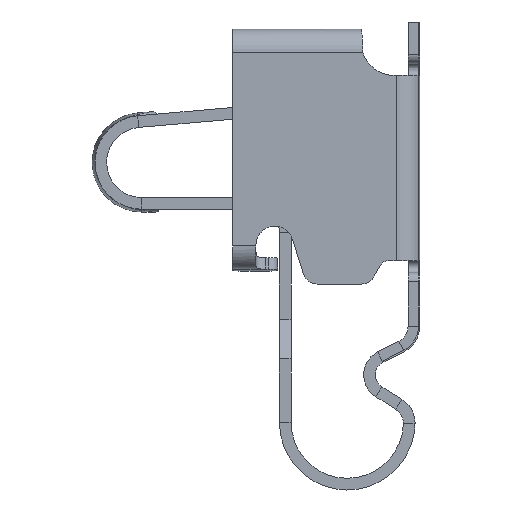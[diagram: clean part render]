
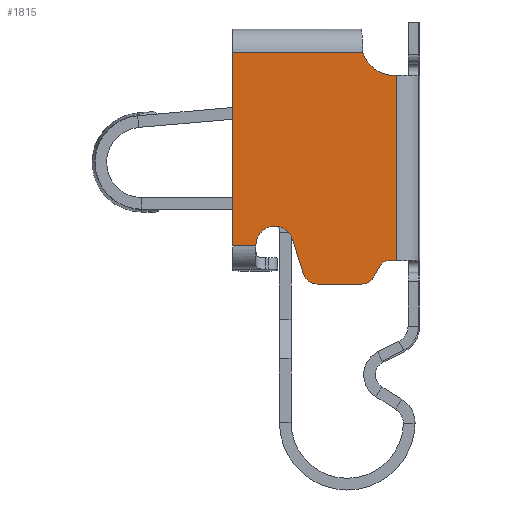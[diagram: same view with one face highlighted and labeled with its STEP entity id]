
A CAD part, left-side view. The second image highlights one B-rep face of the part: STEP entity #1815.
In plain terms, the highlighted planar face has unit normal (-1, 0, 0).
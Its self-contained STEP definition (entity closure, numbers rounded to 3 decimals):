
#27 = DIRECTION ( 'NONE',  ( 0., 1., 0. ) ) ;
#48 = VECTOR ( 'NONE', #1290, 1000. ) ;
#54 = EDGE_CURVE ( 'NONE', #445, #4284, #3073, .T. ) ;
#131 = LINE ( 'NONE', #5980, #5033 ) ;
#303 = DIRECTION ( 'NONE',  ( 0., 0., -1. ) ) ;
#321 = EDGE_CURVE ( 'NONE', #1214, #1203, #5173, .T. ) ;
#407 = DIRECTION ( 'NONE',  ( 0., 1., 0. ) ) ;
#425 = VECTOR ( 'NONE', #3816, 1000. ) ;
#429 = AXIS2_PLACEMENT_3D ( 'NONE', #5069, #1782, #2254 ) ;
#445 = VERTEX_POINT ( 'NONE', #3210 ) ;
#455 = VERTEX_POINT ( 'NONE', #3711 ) ;
#493 = DIRECTION ( 'NONE',  ( -1., 0., 0. ) ) ;
#511 = VERTEX_POINT ( 'NONE', #898 ) ;
#531 = CARTESIAN_POINT ( 'NONE',  ( -0.54, 0.608, -0.328 ) ) ;
#558 = ORIENTED_EDGE ( 'NONE', *, *, #54, .F. ) ;
#664 = CARTESIAN_POINT ( 'NONE',  ( -0.54, 1.75, -2.392 ) ) ;
#806 = ORIENTED_EDGE ( 'NONE', *, *, #4777, .F. ) ;
#849 = LINE ( 'NONE', #6190, #1134 ) ;
#898 = CARTESIAN_POINT ( 'NONE',  ( -0.54, 0.25, -0.57 ) ) ;
#990 = ORIENTED_EDGE ( 'NONE', *, *, #5567, .F. ) ;
#1041 = VECTOR ( 'NONE', #27, 1000. ) ;
#1106 = CARTESIAN_POINT ( 'NONE',  ( -0.54, 0.25, -2.55 ) ) ;
#1134 = VECTOR ( 'NONE', #4259, 1000. ) ;
#1203 = VERTEX_POINT ( 'NONE', #2970 ) ;
#1214 = VERTEX_POINT ( 'NONE', #664 ) ;
#1247 = EDGE_CURVE ( 'NONE', #1548, #5613, #3325, .T. ) ;
#1268 = CARTESIAN_POINT ( 'NONE',  ( -0.54, 1.75, -0.22 ) ) ;
#1290 = DIRECTION ( 'NONE',  ( 0., -1., 0. ) ) ;
#1300 = CIRCLE ( 'NONE', #4848, 0.15 ) ;
#1363 = DIRECTION ( 'NONE',  ( 0., 1., 0. ) ) ;
#1365 = VECTOR ( 'NONE', #6053, 1000. ) ;
#1370 = DIRECTION ( 'NONE',  ( 1., 0., 0. ) ) ;
#1381 = LINE ( 'NONE', #1937, #425 ) ;
#1466 = EDGE_CURVE ( 'NONE', #5613, #4258, #2873, .T. ) ;
#1476 = PLANE ( 'NONE',  #2597 ) ;
#1540 = DIRECTION ( 'NONE',  ( -1., 0., 0. ) ) ;
#1548 = VERTEX_POINT ( 'NONE', #4194 ) ;
#1725 = CARTESIAN_POINT ( 'NONE',  ( -0.54, 0.335, -2.55 ) ) ;
#1782 = DIRECTION ( 'NONE',  ( -1., 0., 0. ) ) ;
#1815 = ADVANCED_FACE ( 'NONE', ( #4562 ), #1476, .T. ) ;
#1824 = ORIENTED_EDGE ( 'NONE', *, *, #321, .F. ) ;
#1838 = ORIENTED_EDGE ( 'NONE', *, *, #1247, .F. ) ;
#1863 = CARTESIAN_POINT ( 'NONE',  ( -0.54, 1.55, -2.38 ) ) ;
#1925 = ORIENTED_EDGE ( 'NONE', *, *, #5862, .F. ) ;
#1937 = CARTESIAN_POINT ( 'NONE',  ( -0.54, 0.275, -2.55 ) ) ;
#2057 = VECTOR ( 'NONE', #5856, 1000. ) ;
#2254 = DIRECTION ( 'NONE',  ( 0., 1., 0. ) ) ;
#2384 = CARTESIAN_POINT ( 'NONE',  ( -0.54, 0.275, -2.8 ) ) ;
#2512 = CARTESIAN_POINT ( 'NONE',  ( -0.54, 1.359, -2.32 ) ) ;
#2529 = DIRECTION ( 'NONE',  ( 0., 1., 0. ) ) ;
#2572 = CARTESIAN_POINT ( 'NONE',  ( -0.54, 0.624, -2.65 ) ) ;
#2597 = AXIS2_PLACEMENT_3D ( 'NONE', #5786, #1540, #2529 ) ;
#2636 = CIRCLE ( 'NONE', #3062, 0.1 ) ;
#2713 = VERTEX_POINT ( 'NONE', #2812 ) ;
#2755 = DIRECTION ( 'NONE',  ( 0., 0.5, -0.866 ) ) ;
#2812 = CARTESIAN_POINT ( 'NONE',  ( -0.54, 0.422, -2.6 ) ) ;
#2838 = EDGE_CURVE ( 'NONE', #2713, #455, #4669, .T. ) ;
#2873 = CIRCLE ( 'NONE', #429, 0.35 ) ;
#2885 = CARTESIAN_POINT ( 'NONE',  ( -0.54, 0.335, -2.65 ) ) ;
#2954 = ORIENTED_EDGE ( 'NONE', *, *, #2838, .F. ) ;
#2970 = CARTESIAN_POINT ( 'NONE',  ( -0.54, 2., -2.392 ) ) ;
#3062 = AXIS2_PLACEMENT_3D ( 'NONE', #2885, #493, #1363 ) ;
#3073 = LINE ( 'NONE', #2384, #1041 ) ;
#3098 = CIRCLE ( 'NONE', #5331, 0.2 ) ;
#3101 = AXIS2_PLACEMENT_3D ( 'NONE', #5206, #1370, #5164 ) ;
#3139 = CARTESIAN_POINT ( 'NONE',  ( -0.54, 1.75, -2.392 ) ) ;
#3169 = CARTESIAN_POINT ( 'NONE',  ( -0.54, 0.275, -0.57 ) ) ;
#3210 = CARTESIAN_POINT ( 'NONE',  ( -0.54, 0.624, -2.8 ) ) ;
#3230 = EDGE_CURVE ( 'NONE', #5539, #3939, #131, .T. ) ;
#3233 = DIRECTION ( 'NONE',  ( -1., 0., 0. ) ) ;
#3325 = LINE ( 'NONE', #3487, #2057 ) ;
#3354 = ORIENTED_EDGE ( 'NONE', *, *, #4111, .F. ) ;
#3403 = VERTEX_POINT ( 'NONE', #4172 ) ;
#3441 = EDGE_CURVE ( 'NONE', #4258, #511, #5713, .T. ) ;
#3487 = CARTESIAN_POINT ( 'NONE',  ( -0.54, 2., -0.328 ) ) ;
#3590 = EDGE_CURVE ( 'NONE', #3939, #3403, #3098, .T. ) ;
#3642 = CARTESIAN_POINT ( 'NONE',  ( -0.54, 0.25, -0.22 ) ) ;
#3711 = CARTESIAN_POINT ( 'NONE',  ( -0.54, 0.494, -2.725 ) ) ;
#3713 = EDGE_CURVE ( 'NONE', #5751, #5253, #1381, .T. ) ;
#3761 = ORIENTED_EDGE ( 'NONE', *, *, #3441, .F. ) ;
#3768 = LINE ( 'NONE', #1268, #6175 ) ;
#3816 = DIRECTION ( 'NONE',  ( 0., 1., 0. ) ) ;
#3823 = CARTESIAN_POINT ( 'NONE',  ( -0.54, 1.241, -2.695 ) ) ;
#3909 = VECTOR ( 'NONE', #4083, 1000. ) ;
#3939 = VERTEX_POINT ( 'NONE', #2512 ) ;
#4011 = ORIENTED_EDGE ( 'NONE', *, *, #3230, .F. ) ;
#4024 = DIRECTION ( 'NONE',  ( 1., 0., 0. ) ) ;
#4033 = ORIENTED_EDGE ( 'NONE', *, *, #3713, .F. ) ;
#4083 = DIRECTION ( 'NONE',  ( 0., 1., 0. ) ) ;
#4111 = EDGE_CURVE ( 'NONE', #455, #445, #1300, .T. ) ;
#4172 = CARTESIAN_POINT ( 'NONE',  ( -0.54, 1.75, -2.38 ) ) ;
#4194 = CARTESIAN_POINT ( 'NONE',  ( -0.54, 2., -0.328 ) ) ;
#4258 = VERTEX_POINT ( 'NONE', #6090 ) ;
#4259 = DIRECTION ( 'NONE',  ( 0., 0., 1. ) ) ;
#4284 = VERTEX_POINT ( 'NONE', #4568 ) ;
#4440 = VECTOR ( 'NONE', #2755, 1000. ) ;
#4562 = FACE_OUTER_BOUND ( 'NONE', #4995, .T. ) ;
#4568 = CARTESIAN_POINT ( 'NONE',  ( -0.54, 1.098, -2.8 ) ) ;
#4669 = LINE ( 'NONE', #5133, #4440 ) ;
#4777 = EDGE_CURVE ( 'NONE', #511, #5751, #5851, .T. ) ;
#4848 = AXIS2_PLACEMENT_3D ( 'NONE', #2572, #4024, #5936 ) ;
#4868 = ORIENTED_EDGE ( 'NONE', *, *, #4991, .F. ) ;
#4931 = CIRCLE ( 'NONE', #3101, 0.15 ) ;
#4960 = EDGE_CURVE ( 'NONE', #4284, #5539, #4931, .T. ) ;
#4991 = EDGE_CURVE ( 'NONE', #1203, #1548, #849, .T. ) ;
#4995 = EDGE_LOOP ( 'NONE', ( #4868, #1824, #1925, #5821, #4011, #6187, #558, #3354, #2954, #990, #4033, #806, #3761, #5194, #1838 ) ) ;
#5033 = VECTOR ( 'NONE', #5482, 1000. ) ;
#5069 = CARTESIAN_POINT ( 'NONE',  ( -0.54, 0.275, -0.22 ) ) ;
#5133 = CARTESIAN_POINT ( 'NONE',  ( -0.54, -0.646, -0.752 ) ) ;
#5164 = DIRECTION ( 'NONE',  ( 0., 1., 0. ) ) ;
#5173 = LINE ( 'NONE', #3139, #3909 ) ;
#5194 = ORIENTED_EDGE ( 'NONE', *, *, #1466, .F. ) ;
#5206 = CARTESIAN_POINT ( 'NONE',  ( -0.54, 1.098, -2.65 ) ) ;
#5253 = VERTEX_POINT ( 'NONE', #1725 ) ;
#5331 = AXIS2_PLACEMENT_3D ( 'NONE', #1863, #3233, #407 ) ;
#5482 = DIRECTION ( 'NONE',  ( 0., 0.301, 0.954 ) ) ;
#5539 = VERTEX_POINT ( 'NONE', #3823 ) ;
#5567 = EDGE_CURVE ( 'NONE', #5253, #2713, #2636, .T. ) ;
#5613 = VERTEX_POINT ( 'NONE', #531 ) ;
#5713 = LINE ( 'NONE', #3169, #48 ) ;
#5751 = VERTEX_POINT ( 'NONE', #1106 ) ;
#5786 = CARTESIAN_POINT ( 'NONE',  ( -0.54, 0.275, -0.22 ) ) ;
#5821 = ORIENTED_EDGE ( 'NONE', *, *, #3590, .F. ) ;
#5851 = LINE ( 'NONE', #3642, #1365 ) ;
#5856 = DIRECTION ( 'NONE',  ( 0., -1., 0. ) ) ;
#5862 = EDGE_CURVE ( 'NONE', #3403, #1214, #3768, .T. ) ;
#5936 = DIRECTION ( 'NONE',  ( 0., 1., 0. ) ) ;
#5980 = CARTESIAN_POINT ( 'NONE',  ( -0.54, 1.863, -0.721 ) ) ;
#6053 = DIRECTION ( 'NONE',  ( 0., 0., -1. ) ) ;
#6090 = CARTESIAN_POINT ( 'NONE',  ( -0.54, 0.275, -0.57 ) ) ;
#6175 = VECTOR ( 'NONE', #303, 1000. ) ;
#6187 = ORIENTED_EDGE ( 'NONE', *, *, #4960, .F. ) ;
#6190 = CARTESIAN_POINT ( 'NONE',  ( -0.54, 2., -0.22 ) ) ;
